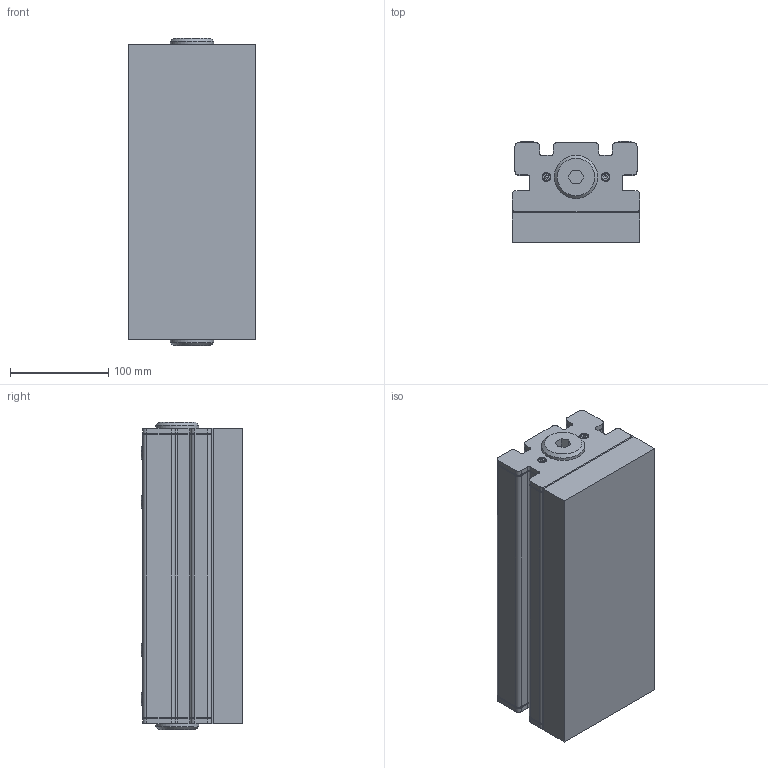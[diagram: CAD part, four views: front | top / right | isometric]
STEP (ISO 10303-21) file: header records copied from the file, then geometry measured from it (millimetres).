
FILE_DESCRIPTION(/* description */ (''),/* implementation_level */ '2;1');
FILE_NAME(/* name */ 'lvac033000xxx.stp',/* time_stamp */ '2023-03-10T09:52:02+01:00',/* author */ ('enginyeria2'),/* organization */ (''),/* preprocessor_version */ 'ST-DEVELOPER v17',/* originating_system */ 'Autodesk Inventor 2019',/* authorisation */ '');
FILE_SCHEMA (('AUTOMOTIVE_DESIGN { 1 0 10303 214 3 1 1 }'));
Length unit declared in the file: millimetre
Products named in the file (1): Pieza5
Bounding box: 130 x 103 x 312 mm (x, y, z)
Volume: 3622329.9 mm3; surface area: 200075.4 mm2
Topology: 1 solids, 15 shells, 450 faces, 968 edges, 578 vertices
Faces by surface type: plane 240, cylinder 190, torus 12, cone 8
Full cylindrical faces by diameter (mm): 3 x2, 7.1 x4, 8.5 x4, 9 x12, 11 x8, 11.1 x8, 13.5 x8, 18 x2, 44 x2
Entity records: 12408 total; most frequent: DIRECTION 2176, CARTESIAN_POINT 2049, ORIENTED_EDGE 1928, EDGE_CURVE 964, AXIS2_PLACEMENT_3D 789, LINE 598, VECTOR 598, VERTEX_POINT 578
